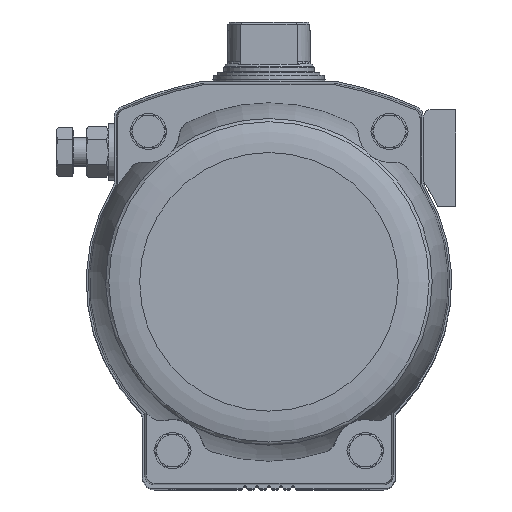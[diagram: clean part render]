
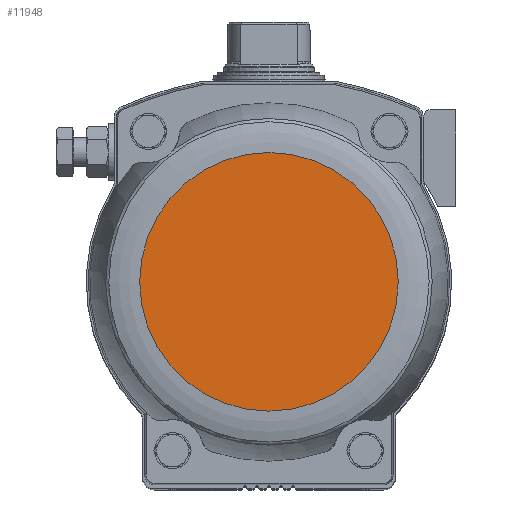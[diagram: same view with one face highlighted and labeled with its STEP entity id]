
A CAD part, top view. The second image highlights one B-rep face of the part: STEP entity #11948.
In plain terms, the highlighted planar face has unit normal (0, 0, 1).
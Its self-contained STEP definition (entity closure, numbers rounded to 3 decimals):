
#489=PLANE('',#13149);
#4480=ORIENTED_EDGE('',*,*,#7001,.T.);
#7001=EDGE_CURVE('',#8424,#8424,#9182,.T.);
#8424=VERTEX_POINT('',#20105);
#9182=CIRCLE('',#13148,64.36);
#9927=EDGE_LOOP('',(#4480));
#10916=FACE_BOUND('',#9927,.T.);
#11948=ADVANCED_FACE('',(#10916),#489,.F.);
#13148=AXIS2_PLACEMENT_3D('',#20104,#15819,#15820);
#13149=AXIS2_PLACEMENT_3D('',#20106,#15821,#15822);
#15819=DIRECTION('',(0.,0.,1.));
#15820=DIRECTION('',(1.,0.,0.));
#15821=DIRECTION('',(0.,0.,-1.));
#15822=DIRECTION('',(-1.,0.,0.));
#20104=CARTESIAN_POINT('',(0.,0.,214.15));
#20105=CARTESIAN_POINT('',(64.36,0.,214.15));
#20106=CARTESIAN_POINT('',(64.36,0.,214.15));
